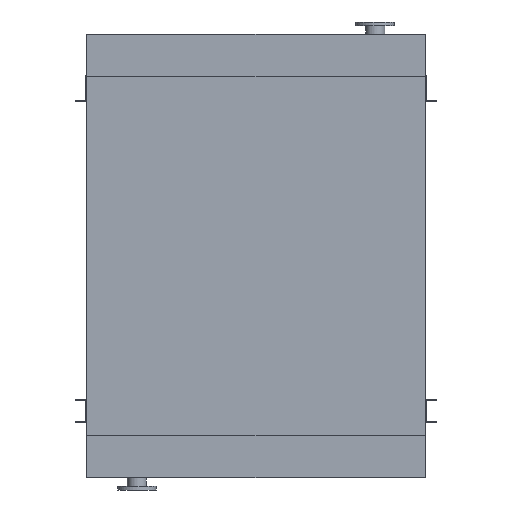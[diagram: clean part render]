
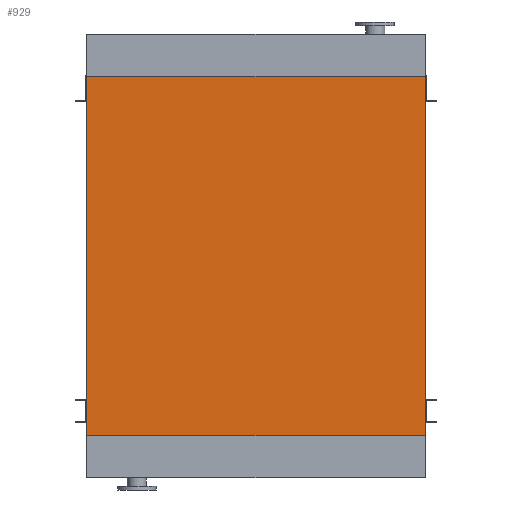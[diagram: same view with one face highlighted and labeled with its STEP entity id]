
A CAD part, front view. The second image highlights one B-rep face of the part: STEP entity #929.
In plain terms, the highlighted planar face has unit normal (0, -1, 0).
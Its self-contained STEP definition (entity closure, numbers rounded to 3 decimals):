
#179 = VECTOR ( 'NONE', #6560, 1000. ) ;
#399 = LINE ( 'NONE', #8462, #6533 ) ;
#608 = LINE ( 'NONE', #8305, #9001 ) ;
#929 = ADVANCED_FACE ( 'NONE', ( #3189 ), #6559, .T. ) ;
#1346 = VECTOR ( 'NONE', #1836, 1000. ) ;
#1691 = VERTEX_POINT ( 'NONE', #11987 ) ;
#1836 = DIRECTION ( 'NONE',  ( 1., 0., 0. ) ) ;
#2008 = CARTESIAN_POINT ( 'NONE',  ( 965., 0., -2050. ) ) ;
#2163 = ORIENTED_EDGE ( 'NONE', *, *, #5802, .T. ) ;
#3189 = FACE_OUTER_BOUND ( 'NONE', #13912, .T. ) ;
#4138 = CARTESIAN_POINT ( 'NONE',  ( 965., 0., -2050. ) ) ;
#4218 = VERTEX_POINT ( 'NONE', #4138 ) ;
#4242 = EDGE_CURVE ( 'NONE', #13718, #1691, #13061, .T. ) ;
#4498 = VERTEX_POINT ( 'NONE', #5176 ) ;
#4532 = CARTESIAN_POINT ( 'NONE',  ( -965., 0., 0. ) ) ;
#4647 = AXIS2_PLACEMENT_3D ( 'NONE', #11133, #6483, #8875 ) ;
#5159 = DIRECTION ( 'NONE',  ( 1., 0., 0. ) ) ;
#5176 = CARTESIAN_POINT ( 'NONE',  ( -965., 0., -2050. ) ) ;
#5354 = EDGE_CURVE ( 'NONE', #4498, #4218, #608, .T. ) ;
#5802 = EDGE_CURVE ( 'NONE', #4218, #1691, #13385, .T. ) ;
#6483 = DIRECTION ( 'NONE',  ( 0., -1., 0. ) ) ;
#6533 = VECTOR ( 'NONE', #12821, 1000. ) ;
#6559 = PLANE ( 'NONE',  #4647 ) ;
#6560 = DIRECTION ( 'NONE',  ( 0., 0., 1. ) ) ;
#7584 = CARTESIAN_POINT ( 'NONE',  ( -965., 0., 0. ) ) ;
#8305 = CARTESIAN_POINT ( 'NONE',  ( -965., 0., -2050. ) ) ;
#8462 = CARTESIAN_POINT ( 'NONE',  ( -965., 0., -2050. ) ) ;
#8875 = DIRECTION ( 'NONE',  ( 0., 0., -1. ) ) ;
#9001 = VECTOR ( 'NONE', #5159, 1000. ) ;
#9373 = ORIENTED_EDGE ( 'NONE', *, *, #5354, .T. ) ;
#11133 = CARTESIAN_POINT ( 'NONE',  ( -965., 0., -2050. ) ) ;
#11987 = CARTESIAN_POINT ( 'NONE',  ( 965., 0., 0. ) ) ;
#12821 = DIRECTION ( 'NONE',  ( 0., 0., 1. ) ) ;
#12974 = ORIENTED_EDGE ( 'NONE', *, *, #4242, .F. ) ;
#13061 = LINE ( 'NONE', #7584, #1346 ) ;
#13385 = LINE ( 'NONE', #2008, #179 ) ;
#13718 = VERTEX_POINT ( 'NONE', #4532 ) ;
#13856 = EDGE_CURVE ( 'NONE', #4498, #13718, #399, .T. ) ;
#13912 = EDGE_LOOP ( 'NONE', ( #12974, #13998, #9373, #2163 ) ) ;
#13998 = ORIENTED_EDGE ( 'NONE', *, *, #13856, .F. ) ;
